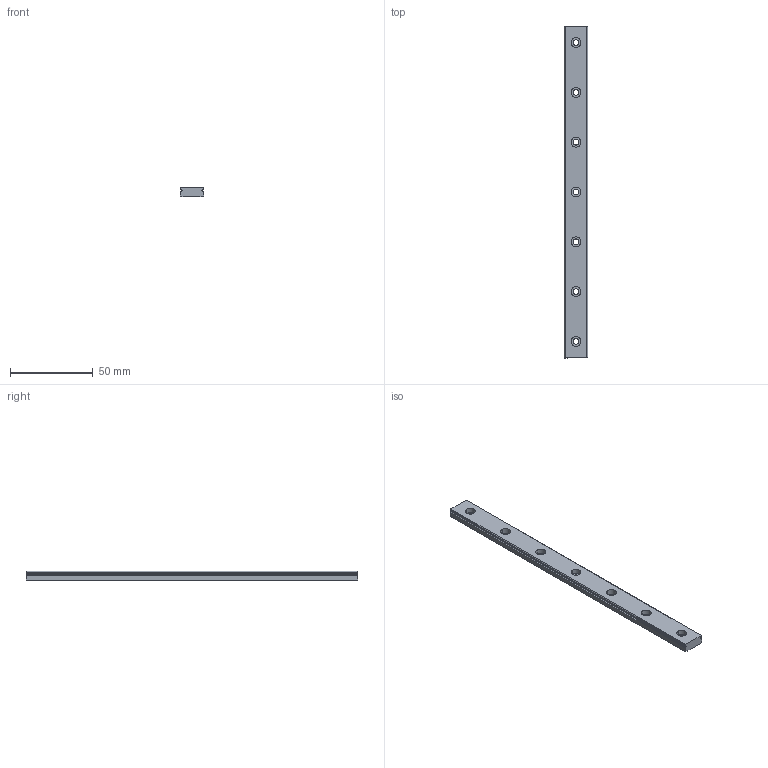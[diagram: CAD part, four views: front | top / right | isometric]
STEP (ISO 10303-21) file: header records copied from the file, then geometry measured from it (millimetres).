
FILE_DESCRIPTION (( 'STEP AP203' ), '1' );
FILE_NAME ('MB7-200L.step', '2021-02-18T17:51:30', ( '' ), ( '' ), 'SwSTEP 2.0', 'SolidWorks 2019', '' );
FILE_SCHEMA (( 'CONFIG_CONTROL_DESIGN' ));
Length unit declared in the file: millimetre
Products named in the file (1): MB7-200L
Bounding box: 14 x 200 x 5.5 mm (x, y, z)
Volume: 14172.8 mm3; surface area: 8805.2 mm2
Topology: 1 solids, 1 shells, 60 faces, 153 edges, 102 vertices
Faces by surface type: cylinder 40, plane 20
Entity records: 1962 total; most frequent: DIRECTION 355, CARTESIAN_POINT 316, ORIENTED_EDGE 306, EDGE_CURVE 153, AXIS2_PLACEMENT_3D 141, VERTEX_POINT 102, EDGE_LOOP 81, CIRCLE 80
